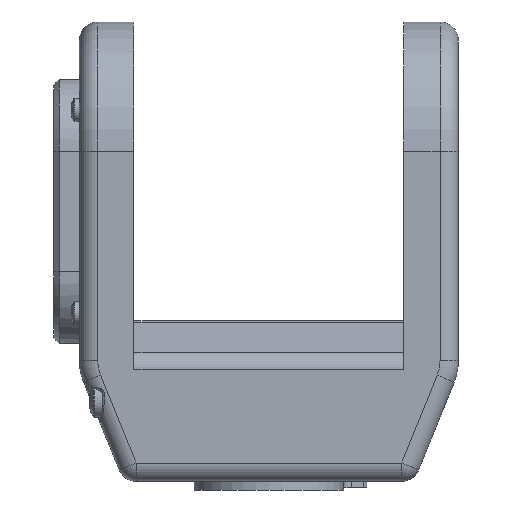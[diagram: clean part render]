
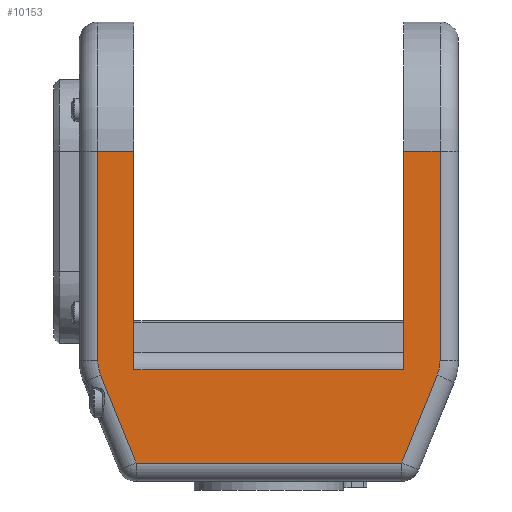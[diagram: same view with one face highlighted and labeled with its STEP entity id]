
A CAD part, left-side view. The second image highlights one B-rep face of the part: STEP entity #10153.
In plain terms, the highlighted planar face has unit normal (-1, 0, 0).
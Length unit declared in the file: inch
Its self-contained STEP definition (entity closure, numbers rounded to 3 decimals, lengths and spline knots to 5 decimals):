
#719=PLANE('',#11058);
#1227=FACE_OUTER_BOUND('',#1867,.T.);
#1867=EDGE_LOOP('',(#8206,#8207,#8208,#8209,#8210,#8211,#8212,#8213,#8214,
#8215,#8216,#8217));
#2319=CIRCLE('',#10931,0.26772);
#2359=CIRCLE('',#11059,0.26772);
#2484=LINE('',#13905,#3069);
#2496=LINE('',#13945,#3081);
#2757=LINE('',#16977,#3342);
#2760=LINE('',#17022,#3345);
#2765=LINE('',#17709,#3350);
#2776=LINE('',#17746,#3361);
#2976=LINE('',#20508,#3561);
#2977=LINE('',#20512,#3562);
#2978=LINE('',#20514,#3563);
#2979=LINE('',#20515,#3564);
#3069=VECTOR('',#11325,0.3937);
#3081=VECTOR('',#11361,0.3937);
#3342=VECTOR('',#12804,0.3937);
#3345=VECTOR('',#12825,0.3937);
#3350=VECTOR('',#12898,0.3937);
#3361=VECTOR('',#12949,0.3937);
#3561=VECTOR('',#13287,0.3937);
#3562=VECTOR('',#13290,0.3937);
#3563=VECTOR('',#13291,0.3937);
#3564=VECTOR('',#13292,0.3937);
#3655=VERTEX_POINT('',#13902);
#3656=VERTEX_POINT('',#13904);
#3671=VERTEX_POINT('',#13943);
#3672=VERTEX_POINT('',#13944);
#4104=VERTEX_POINT('',#16975);
#4105=VERTEX_POINT('',#16976);
#4109=VERTEX_POINT('',#16985);
#4110=VERTEX_POINT('',#16987);
#4349=VERTEX_POINT('',#20507);
#4350=VERTEX_POINT('',#20509);
#4351=VERTEX_POINT('',#20511);
#4352=VERTEX_POINT('',#20513);
#4480=EDGE_CURVE('',#3656,#3655,#2484,.T.);
#4499=EDGE_CURVE('',#3671,#3672,#2496,.T.);
#5242=EDGE_CURVE('',#4104,#4105,#2757,.T.);
#5247=EDGE_CURVE('',#4109,#4110,#2319,.T.);
#5255=EDGE_CURVE('',#3656,#4109,#2760,.T.);
#5303=EDGE_CURVE('',#4110,#4104,#2765,.T.);
#5322=EDGE_CURVE('',#3671,#4105,#2776,.T.);
#5655=EDGE_CURVE('',#4349,#3655,#2976,.T.);
#5656=EDGE_CURVE('',#4350,#4349,#2359,.T.);
#5657=EDGE_CURVE('',#4351,#4350,#2977,.T.);
#5658=EDGE_CURVE('',#4352,#4351,#2978,.T.);
#5659=EDGE_CURVE('',#3672,#4352,#2979,.T.);
#8206=ORIENTED_EDGE('',*,*,#4499,.F.);
#8207=ORIENTED_EDGE('',*,*,#5322,.T.);
#8208=ORIENTED_EDGE('',*,*,#5242,.F.);
#8209=ORIENTED_EDGE('',*,*,#5303,.F.);
#8210=ORIENTED_EDGE('',*,*,#5247,.F.);
#8211=ORIENTED_EDGE('',*,*,#5255,.F.);
#8212=ORIENTED_EDGE('',*,*,#4480,.T.);
#8213=ORIENTED_EDGE('',*,*,#5655,.F.);
#8214=ORIENTED_EDGE('',*,*,#5656,.F.);
#8215=ORIENTED_EDGE('',*,*,#5657,.F.);
#8216=ORIENTED_EDGE('',*,*,#5658,.F.);
#8217=ORIENTED_EDGE('',*,*,#5659,.F.);
#10153=ADVANCED_FACE('',(#1227),#719,.T.);
#10931=AXIS2_PLACEMENT_3D('',#16988,#12814,#12815);
#11058=AXIS2_PLACEMENT_3D('',#20506,#13285,#13286);
#11059=AXIS2_PLACEMENT_3D('',#20510,#13288,#13289);
#11325=DIRECTION('',(0.,-1.,0.));
#11361=DIRECTION('',(0.,-1.,0.));
#12804=DIRECTION('',(0.,-1.,0.));
#12814=DIRECTION('center_axis',(1.,0.,0.));
#12815=DIRECTION('ref_axis',(0.,0.982,-0.191));
#12825=DIRECTION('',(0.,0.375,0.927));
#12898=DIRECTION('',(0.,0.,1.));
#12949=DIRECTION('',(0.,0.,1.));
#13285=DIRECTION('center_axis',(-1.,0.,0.));
#13286=DIRECTION('ref_axis',(0.,1.,0.));
#13287=DIRECTION('',(0.,0.375,-0.927));
#13288=DIRECTION('center_axis',(1.,0.,0.));
#13289=DIRECTION('ref_axis',(0.,-0.982,-0.191));
#13290=DIRECTION('',(0.,0.,-1.));
#13291=DIRECTION('',(0.,-1.,0.));
#13292=DIRECTION('',(0.,0.,1.));
#13902=CARTESIAN_POINT('',(-0.88583,-0.91043,-2.1378));
#13904=CARTESIAN_POINT('',(-0.88583,0.91043,-2.1378));
#13905=CARTESIAN_POINT('',(-0.88583,0.51181,-2.1378));
#13943=CARTESIAN_POINT('',(-0.88583,0.9252,-1.49758));
#13944=CARTESIAN_POINT('',(-0.88583,-0.9252,-1.49758));
#13945=CARTESIAN_POINT('',(-0.88583,-0.80771,-1.49758));
#16975=CARTESIAN_POINT('',(-0.88583,1.17323,0.));
#16976=CARTESIAN_POINT('',(-0.88583,0.9252,0.));
#16977=CARTESIAN_POINT('',(-0.88583,0.96909,0.));
#16985=CARTESIAN_POINT('',(-0.88583,1.15373,-1.53559));
#16987=CARTESIAN_POINT('',(-0.88583,1.17323,-1.4353));
#16988=CARTESIAN_POINT('Origin',(-0.88583,0.90551,-1.4353));
#17022=CARTESIAN_POINT('',(-0.88583,1.36529,-1.01196));
#17709=CARTESIAN_POINT('',(-0.88583,1.17323,0.04469));
#17746=CARTESIAN_POINT('',(-0.88583,0.9252,-1.01802));
#20506=CARTESIAN_POINT('Origin',(-0.88583,-0.69023,
-0.9855));
#20507=CARTESIAN_POINT('',(-0.88583,-1.15373,-1.53559));
#20508=CARTESIAN_POINT('',(-0.88583,-1.30982,-1.14927));
#20509=CARTESIAN_POINT('',(-0.88583,-1.17323,-1.4353));
#20510=CARTESIAN_POINT('Origin',(-0.88583,-0.90551,
-1.4353));
#20511=CARTESIAN_POINT('',(-0.88583,-1.17323,0.));
#20512=CARTESIAN_POINT('',(-0.88583,-1.17323,-0.04984));
#20513=CARTESIAN_POINT('',(-0.88583,-0.9252,0.));
#20514=CARTESIAN_POINT('',(-0.88583,-0.80771,0.));
#20515=CARTESIAN_POINT('',(-0.88583,-0.9252,-1.07346));
